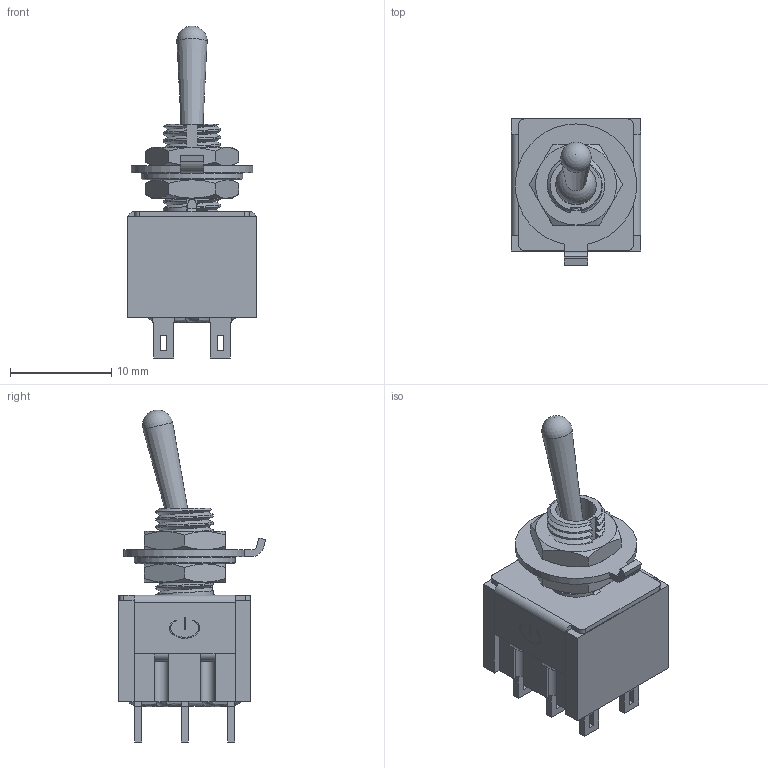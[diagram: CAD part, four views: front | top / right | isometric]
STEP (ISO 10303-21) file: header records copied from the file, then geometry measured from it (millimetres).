
FILE_DESCRIPTION(('FreeCAD Model'),'2;1');
FILE_NAME('Open CASCADE Shape Model','2021-10-11T03:38:04',(''),(''), 'Open CASCADE STEP processor 7.5','FreeCAD','Unknown');
FILE_SCHEMA(('AUTOMOTIVE_DESIGN { 1 0 10303 214 1 1 1 1 }'));
Length unit declared in the file: millimetre
Products named in the file (15): ToggleSwitch_6Pin1; Washer; PIN_1of6; PIN_2of6; PIN_3of6; PIN_4of6; PIN_5of6; PIN_6of6; Batton Clone 1; Thread; Plastic Body; Sheetmatal Frame; Nut M6x0.75mm  clone; Nut M6x0.75mm; Washer Anti Twist Protection
Assembly tree (14 placements, depth 2):
  ToggleSwitch_6Pin1
    Washer
    PIN_1of6
    PIN_2of6
    PIN_3of6
    PIN_4of6
    PIN_5of6
    PIN_6of6
    Batton Clone 1
    Thread
    Plastic Body
    Sheetmatal Frame
    Nut M6x0.75mm  clone
    Nut M6x0.75mm
    Washer Anti Twist Protection
Bounding box: 12.8 x 14.55 x 32.81 mm (x, y, z)
Volume: 1984.9 mm3; surface area: 2884.2 mm2
Topology: 14 solids, 14 shells, 589 faces, 1530 edges, 994 vertices
Faces by surface type: plane 336, extrusion 125, cylinder 66, cone 30, bspline 24, revolution 6, sphere 2
Full cylindrical faces by diameter (mm): 1.5 x1, 4 x1, 5 x1, 5.2 x2, 6.2 x1, 10 x1
Entity records: 44064 total; most frequent: CARTESIAN_POINT 14039, DIRECTION 4966, VECTOR 3526, LINE 3401, ORIENTED_EDGE 3058, PCURVE 3058, DEFINITIONAL_REPRESENTATION 3058, EDGE_CURVE 1529
